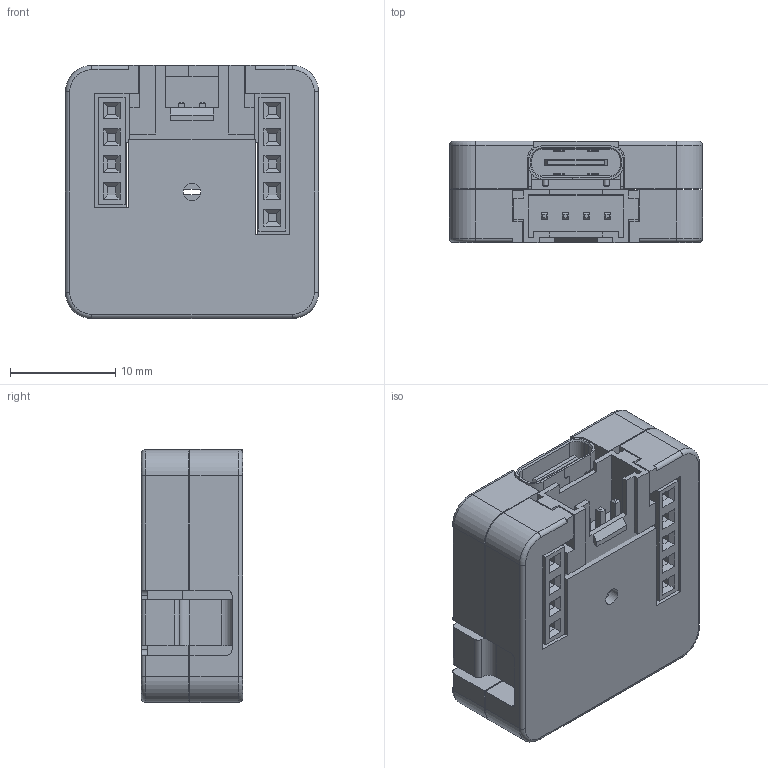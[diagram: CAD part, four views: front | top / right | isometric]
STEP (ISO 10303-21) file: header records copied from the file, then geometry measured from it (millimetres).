
FILE_DESCRIPTION(/* description */ (''),/* implementation_level */ '2;1');
FILE_NAME(/* name */ 'M5 ATOM Lite v9.step',/* time_stamp */ '2021-06-16T16:19:09+09:00',/* author */ (''),/* organization */ (''),/* preprocessor_version */ 'ST-DEVELOPER v18.1',/* originating_system */ 'Autodesk Translation Framework v10.9.0.1377',/* authorisation */ '');
FILE_SCHEMA (('AUTOMOTIVE_DESIGN { 1 0 10303 214 3 1 1 }'));
Length unit declared in the file: millimetre
Products named in the file (10): M5 ATOM Lite; Grove socket; pinsocket_5 v2; pinsocket_4 v3; HRO_TYPE-C-31-M-12 v2; HRO_TYPE-C-31-M-12; ConPins; PcbPins; Mold; Frame
Assembly tree (9 placements, depth 4):
  M5 ATOM Lite
    Grove socket
    pinsocket_5 v2
    pinsocket_4 v3
    HRO_TYPE-C-31-M-12 v2
      HRO_TYPE-C-31-M-12
        ConPins
        PcbPins
        Mold
        Frame
Bounding box: 24 x 9.6 x 24 mm (x, y, z)
Volume: 2688.4 mm3; surface area: 4915.8 mm2
Topology: 13 solids, 13 shells, 897 faces, 2262 edges, 1378 vertices
Faces by surface type: plane 610, cylinder 215, torus 34, sphere 32, cone 6
Full cylindrical faces by diameter (mm): 0.5 x2, 1.623 x1
Entity records: 26489 total; most frequent: CARTESIAN_POINT 4549, DIRECTION 4546, ORIENTED_EDGE 4460, EDGE_CURVE 2230, LINE 1736, VECTOR 1736, AXIS2_PLACEMENT_3D 1405, VERTEX_POINT 1378
